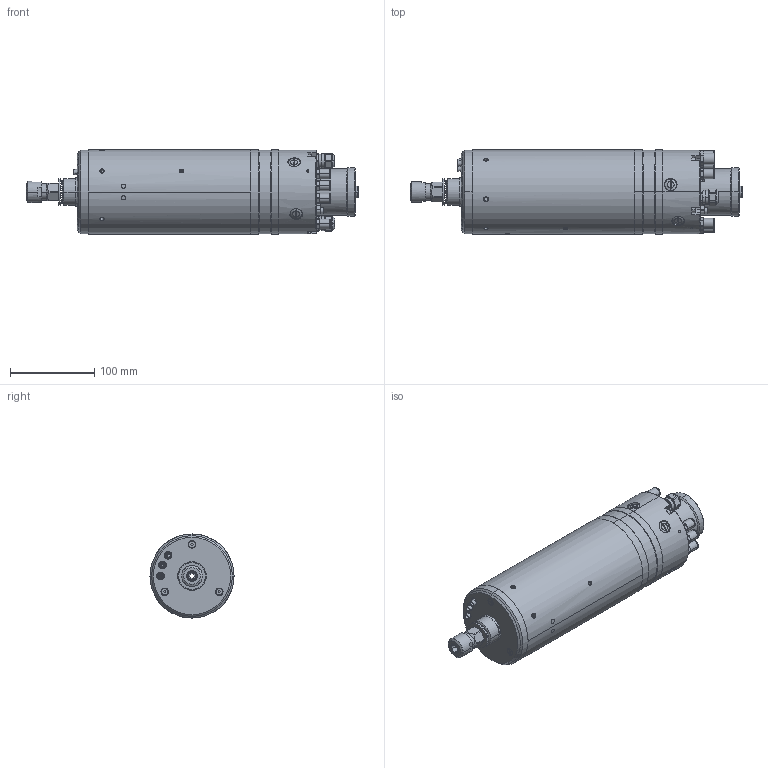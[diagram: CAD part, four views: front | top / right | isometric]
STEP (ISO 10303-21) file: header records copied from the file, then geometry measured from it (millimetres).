
FILE_DESCRIPTION (( 'STEP AP203' ), '1' );
FILE_NAME ('100A40HK-00A.STEP', '2013-08-12T08:51:45', ( '' ), ( '' ), 'SwSTEP 2.0', 'SolidWorks 2012', '' );
FILE_SCHEMA (( 'CONFIG_CONTROL_DESIGN' ));
Length unit declared in the file: millimetre
Products named in the file (1): 100A40HK-00A
Bounding box: 394.86 x 100 x 100 mm (x, y, z)
Surface area: 165709.6 mm2 (no closed solid volume)
Topology: 0 solids, 76 shells, 791 faces, 2498 edges, 1793 vertices
Faces by surface type: plane 342, cylinder 301, cone 92, torus 44, sphere 12
Entity records: 29629 total; most frequent: CARTESIAN_POINT 6555, DIRECTION 5270, ORIENTED_EDGE 4043, EDGE_CURVE 2475, AXIS2_PLACEMENT_3D 2098, VERTEX_POINT 1784, CIRCLE 1306, VECTOR 1074
